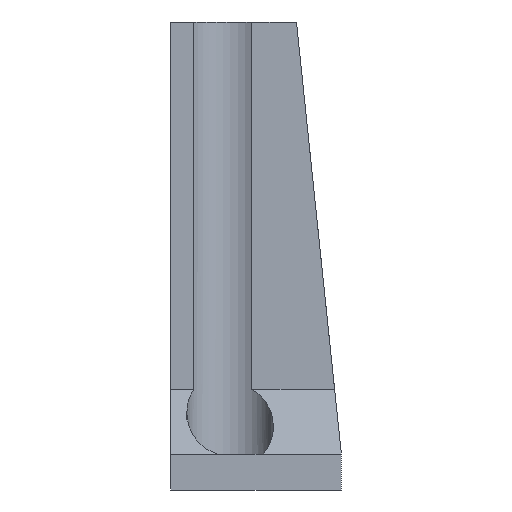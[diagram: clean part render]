
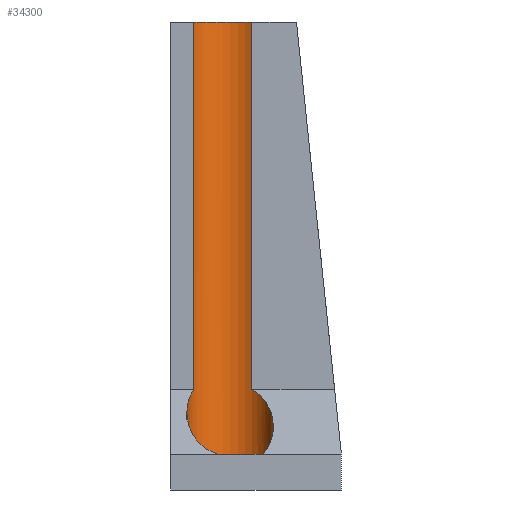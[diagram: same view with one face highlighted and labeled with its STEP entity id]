
A CAD part, left-side view. The second image highlights one B-rep face of the part: STEP entity #34300.
In plain terms, the highlighted cylindrical face has radius 6 mm (diameter 12 mm), a full revolution.
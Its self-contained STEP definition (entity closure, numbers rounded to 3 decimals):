
#51=CYLINDRICAL_SURFACE('',#35384,6.);
#55=ELLIPSE('',#34497,8.485,6.);
#56=ELLIPSE('',#34500,8.485,6.);
#128=CIRCLE('',#34515,6.);
#129=CIRCLE('',#34516,6.);
#194=CIRCLE('',#35385,6.);
#195=CIRCLE('',#35386,6.);
#2968=FACE_OUTER_BOUND('',#4843,.T.);
#4843=EDGE_LOOP('',(#31660,#31661,#31662,#31663,#31664,#31665,#31666,#31667,
#31668,#31669));
#5709=LINE('',#49728,#9012);
#5713=LINE('',#49740,#9016);
#8153=LINE('',#64971,#11456);
#9012=VECTOR('',#36622,10.);
#9016=VECTOR('',#36632,10.);
#11456=VECTOR('',#40838,6.);
#14142=VERTEX_POINT('',#49718);
#14143=VERTEX_POINT('',#49720);
#14145=VERTEX_POINT('',#49726);
#14146=VERTEX_POINT('',#49730);
#14147=VERTEX_POINT('',#49731);
#14150=VERTEX_POINT('',#49739);
#14170=VERTEX_POINT('',#49797);
#16498=VERTEX_POINT('',#64970);
#18028=EDGE_CURVE('',#14142,#14143,#55,.T.);
#18032=EDGE_CURVE('',#14145,#14142,#5709,.T.);
#18033=EDGE_CURVE('',#14146,#14147,#56,.T.);
#18037=EDGE_CURVE('',#14147,#14150,#5713,.T.);
#18067=EDGE_CURVE('',#14150,#14170,#128,.T.);
#18068=EDGE_CURVE('',#14170,#14145,#129,.T.);
#21568=EDGE_CURVE('',#14170,#16498,#8153,.T.);
#21569=EDGE_CURVE('',#16498,#16498,#194,.F.);
#21570=EDGE_CURVE('',#14143,#14146,#195,.T.);
#31660=ORIENTED_EDGE('',*,*,#18032,.F.);
#31661=ORIENTED_EDGE('',*,*,#18068,.F.);
#31662=ORIENTED_EDGE('',*,*,#21568,.T.);
#31663=ORIENTED_EDGE('',*,*,#21569,.F.);
#31664=ORIENTED_EDGE('',*,*,#21568,.F.);
#31665=ORIENTED_EDGE('',*,*,#18067,.F.);
#31666=ORIENTED_EDGE('',*,*,#18037,.F.);
#31667=ORIENTED_EDGE('',*,*,#18033,.F.);
#31668=ORIENTED_EDGE('',*,*,#21570,.F.);
#31669=ORIENTED_EDGE('',*,*,#18028,.F.);
#34300=ADVANCED_FACE('',(#2968),#51,.F.);
#34497=AXIS2_PLACEMENT_3D('',#49721,#36615,#36616);
#34500=AXIS2_PLACEMENT_3D('',#49732,#36625,#36626);
#34515=AXIS2_PLACEMENT_3D('',#49798,#36683,#36684);
#34516=AXIS2_PLACEMENT_3D('',#49799,#36685,#36686);
#35384=AXIS2_PLACEMENT_3D('',#64969,#40836,#40837);
#35385=AXIS2_PLACEMENT_3D('',#64972,#40839,#40840);
#35386=AXIS2_PLACEMENT_3D('',#64973,#40841,#40842);
#36615=DIRECTION('center_axis',(0.707,0.,
-0.707));
#36616=DIRECTION('ref_axis',(-0.707,0.,-0.707));
#36622=DIRECTION('',(0.,0.,-1.));
#36625=DIRECTION('center_axis',(0.707,0.,
-0.707));
#36626=DIRECTION('ref_axis',(-0.707,0.,-0.707));
#36632=DIRECTION('',(0.,0.,1.));
#36683=DIRECTION('center_axis',(0.,0.,
-1.));
#36684=DIRECTION('ref_axis',(-1.,0.,0.));
#36685=DIRECTION('center_axis',(0.,0.,
-1.));
#36686=DIRECTION('ref_axis',(-1.,0.,0.));
#40836=DIRECTION('center_axis',(0.,0.,-1.));
#40837=DIRECTION('ref_axis',(-1.,0.,0.));
#40838=DIRECTION('',(0.,0.,-1.));
#40839=DIRECTION('center_axis',(0.,0.,-1.));
#40840=DIRECTION('ref_axis',(-1.,0.,0.));
#40841=DIRECTION('center_axis',(0.,0.,-1.));
#40842=DIRECTION('ref_axis',(-1.,0.,0.));
#49718=CARTESIAN_POINT('',(-87.304,42.55,14.));
#49720=CARTESIAN_POINT('',(-96.304,40.91,5.));
#49721=CARTESIAN_POINT('Origin',(-92.5,45.55,8.804));
#49726=CARTESIAN_POINT('',(-87.304,42.55,65.));
#49728=CARTESIAN_POINT('',(-87.304,42.55,5.));
#49730=CARTESIAN_POINT('',(-98.25,47.264,5.));
#49731=CARTESIAN_POINT('',(-89.25,50.594,14.));
#49732=CARTESIAN_POINT('Origin',(-92.5,45.55,10.75));
#49739=CARTESIAN_POINT('',(-89.25,50.594,65.));
#49740=CARTESIAN_POINT('',(-89.25,50.594,5.));
#49797=CARTESIAN_POINT('',(-86.5,45.55,65.));
#49798=CARTESIAN_POINT('Origin',(-92.5,45.55,65.));
#49799=CARTESIAN_POINT('Origin',(-92.5,45.55,65.));
#64969=CARTESIAN_POINT('Origin',(-92.5,45.55,5.));
#64970=CARTESIAN_POINT('',(-86.5,45.55,2.5));
#64971=CARTESIAN_POINT('',(-86.5,45.55,5.));
#64972=CARTESIAN_POINT('Origin',(-92.5,45.55,2.5));
#64973=CARTESIAN_POINT('Origin',(-92.5,45.55,5.));
